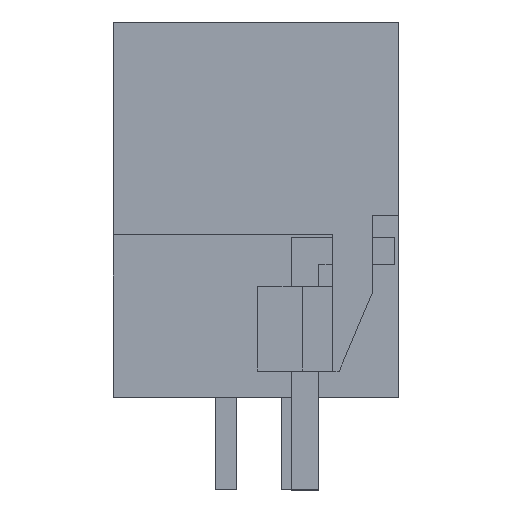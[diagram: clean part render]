
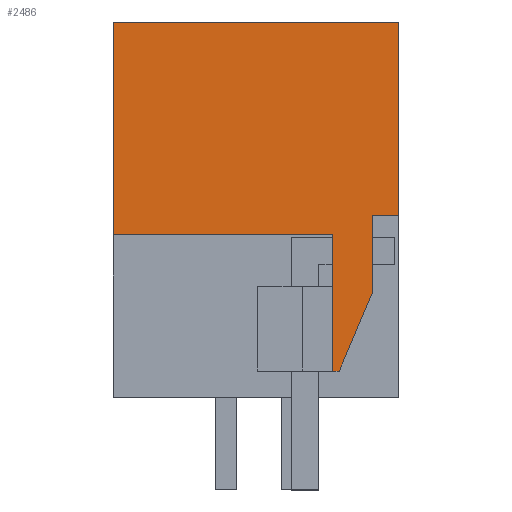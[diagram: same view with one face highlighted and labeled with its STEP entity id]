
A CAD part, left-side view. The second image highlights one B-rep face of the part: STEP entity #2486.
In plain terms, the highlighted planar face has unit normal (-1, 0, 0).
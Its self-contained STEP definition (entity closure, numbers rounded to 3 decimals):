
#2433=AXIS2_PLACEMENT_3D('Plane Axis2P3D',#2430,#2431,#2432) ;
#183=CARTESIAN_POINT('Vertex',(0.,10.8,17.7)) ;
#186=CARTESIAN_POINT('Line Origine',(0.,5.4,17.7)) ;
#190=CARTESIAN_POINT('Vertex',(0.,0.,17.7)) ;
#1085=CARTESIAN_POINT('Line Origine',(0.,0.,14.05)) ;
#1089=CARTESIAN_POINT('Vertex',(0.,0.,10.4)) ;
#1560=CARTESIAN_POINT('Vertex',(0.,10.8,9.65)) ;
#1563=CARTESIAN_POINT('Line Origine',(0.,10.8,13.675)) ;
#2430=CARTESIAN_POINT('Axis2P3D Location',(0.,10.8,0.)) ;
#2435=CARTESIAN_POINT('Line Origine',(0.,6.65,9.65)) ;
#2439=CARTESIAN_POINT('Vertex',(0.,2.5,9.65)) ;
#2442=CARTESIAN_POINT('Line Origine',(0.,2.5,7.075)) ;
#2446=CARTESIAN_POINT('Vertex',(0.,2.5,4.5)) ;
#2449=CARTESIAN_POINT('Line Origine',(0.,2.375,4.5)) ;
#2453=CARTESIAN_POINT('Vertex',(0.,2.25,4.5)) ;
#2456=CARTESIAN_POINT('Line Origine',(0.,1.623,5.979)) ;
#2460=CARTESIAN_POINT('Vertex',(0.,0.997,7.458)) ;
#2463=CARTESIAN_POINT('Line Origine',(0.,0.997,8.929)) ;
#2467=CARTESIAN_POINT('Vertex',(0.,0.997,10.4)) ;
#2470=CARTESIAN_POINT('Line Origine',(0.,0.498,10.4)) ;
#187=DIRECTION('Vector Direction',(0.,-1.,0.)) ;
#1086=DIRECTION('Vector Direction',(0.,0.,1.)) ;
#1564=DIRECTION('Vector Direction',(0.,0.,1.)) ;
#2431=DIRECTION('Axis2P3D Direction',(-1.,0.,0.)) ;
#2432=DIRECTION('Axis2P3D XDirection',(0.,-1.,0.)) ;
#2436=DIRECTION('Vector Direction',(0.,1.,0.)) ;
#2443=DIRECTION('Vector Direction',(0.,0.,1.)) ;
#2450=DIRECTION('Vector Direction',(0.,-1.,0.)) ;
#2457=DIRECTION('Vector Direction',(0.,0.39,-0.921)) ;
#2464=DIRECTION('Vector Direction',(0.,0.,1.)) ;
#2471=DIRECTION('Vector Direction',(0.,-1.,0.)) ;
#188=VECTOR('Line Direction',#187,1.) ;
#1087=VECTOR('Line Direction',#1086,1.) ;
#1565=VECTOR('Line Direction',#1564,1.) ;
#2437=VECTOR('Line Direction',#2436,1.) ;
#2444=VECTOR('Line Direction',#2443,1.) ;
#2451=VECTOR('Line Direction',#2450,1.) ;
#2458=VECTOR('Line Direction',#2457,1.) ;
#2465=VECTOR('Line Direction',#2464,1.) ;
#2472=VECTOR('Line Direction',#2471,1.) ;
#2476=ORIENTED_EDGE('',*,*,#1091,.T.) ;
#2477=ORIENTED_EDGE('',*,*,#192,.T.) ;
#2478=ORIENTED_EDGE('',*,*,#1567,.T.) ;
#2479=ORIENTED_EDGE('',*,*,#2441,.F.) ;
#2480=ORIENTED_EDGE('',*,*,#2448,.F.) ;
#2481=ORIENTED_EDGE('',*,*,#2455,.F.) ;
#2482=ORIENTED_EDGE('',*,*,#2462,.F.) ;
#2483=ORIENTED_EDGE('',*,*,#2469,.F.) ;
#2484=ORIENTED_EDGE('',*,*,#2474,.F.) ;
#2486=ADVANCED_FACE('HOUSING',(#2485),#2434,.T.) ;
#192=EDGE_CURVE('',#191,#184,#189,.F.) ;
#1091=EDGE_CURVE('',#1090,#191,#1088,.T.) ;
#1567=EDGE_CURVE('',#184,#1561,#1566,.F.) ;
#2441=EDGE_CURVE('',#2440,#1561,#2438,.T.) ;
#2448=EDGE_CURVE('',#2447,#2440,#2445,.T.) ;
#2455=EDGE_CURVE('',#2454,#2447,#2452,.F.) ;
#2462=EDGE_CURVE('',#2461,#2454,#2459,.T.) ;
#2469=EDGE_CURVE('',#2468,#2461,#2466,.F.) ;
#2474=EDGE_CURVE('',#1090,#2468,#2473,.F.) ;
#2475=EDGE_LOOP('',(#2476,#2477,#2478,#2479,#2480,#2481,#2482,#2483,#2484)) ;
#2485=FACE_OUTER_BOUND('',#2475,.T.) ;
#189=LINE('Line',#186,#188) ;
#1088=LINE('Line',#1085,#1087) ;
#1566=LINE('Line',#1563,#1565) ;
#2438=LINE('Line',#2435,#2437) ;
#2445=LINE('Line',#2442,#2444) ;
#2452=LINE('Line',#2449,#2451) ;
#2459=LINE('Line',#2456,#2458) ;
#2466=LINE('Line',#2463,#2465) ;
#2473=LINE('Line',#2470,#2472) ;
#2434=PLANE('',#2433) ;
#184=VERTEX_POINT('',#183) ;
#191=VERTEX_POINT('',#190) ;
#1090=VERTEX_POINT('',#1089) ;
#1561=VERTEX_POINT('',#1560) ;
#2440=VERTEX_POINT('',#2439) ;
#2447=VERTEX_POINT('',#2446) ;
#2454=VERTEX_POINT('',#2453) ;
#2461=VERTEX_POINT('',#2460) ;
#2468=VERTEX_POINT('',#2467) ;
